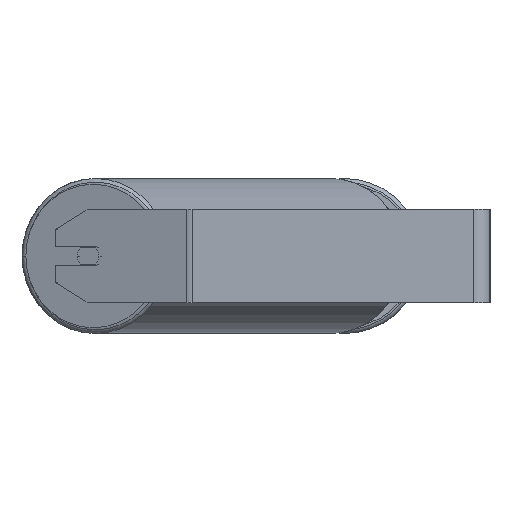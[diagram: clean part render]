
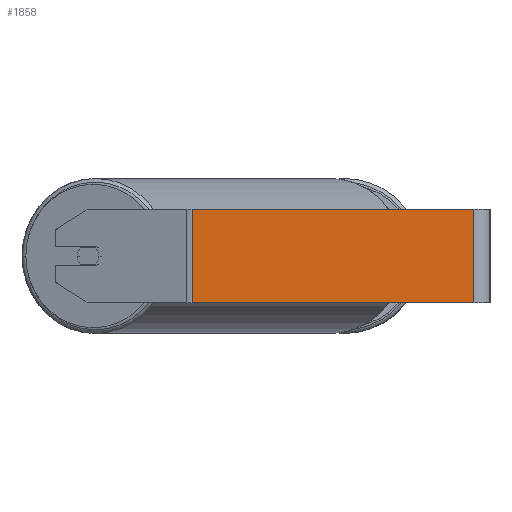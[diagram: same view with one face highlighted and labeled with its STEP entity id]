
A CAD part, left-side view. The second image highlights one B-rep face of the part: STEP entity #1858.
In plain terms, the highlighted planar face has unit normal (-1, 0, 0).
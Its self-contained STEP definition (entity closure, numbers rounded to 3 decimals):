
#27 = EDGE_CURVE ( 'NONE', #6726, #958, #4191, .T. ) ;
#106 = DIRECTION ( 'NONE',  ( 0., -1., 0. ) ) ;
#283 = VERTEX_POINT ( 'NONE', #6058 ) ;
#464 = DIRECTION ( 'NONE',  ( 0., 0., -1. ) ) ;
#958 = VERTEX_POINT ( 'NONE', #7804 ) ;
#1632 = LINE ( 'NONE', #6425, #5722 ) ;
#1858 = ADVANCED_FACE ( 'NONE', ( #3123 ), #2344, .F. ) ;
#2344 = PLANE ( 'NONE',  #3683 ) ;
#2471 = DIRECTION ( 'NONE',  ( 0., 0., -1. ) ) ;
#3000 = DIRECTION ( 'NONE',  ( 1., 0., 0. ) ) ;
#3017 = LINE ( 'NONE', #4427, #5404 ) ;
#3123 = FACE_OUTER_BOUND ( 'NONE', #8019, .T. ) ;
#3683 = AXIS2_PLACEMENT_3D ( 'NONE', #6470, #3000, #2471 ) ;
#3899 = VERTEX_POINT ( 'NONE', #8532 ) ;
#4191 = LINE ( 'NONE', #7572, #4527 ) ;
#4427 = CARTESIAN_POINT ( 'NONE',  ( -945., 14., 40. ) ) ;
#4527 = VECTOR ( 'NONE', #106, 1000. ) ;
#5303 = EDGE_CURVE ( 'NONE', #958, #3899, #3017, .T. ) ;
#5404 = VECTOR ( 'NONE', #464, 1000. ) ;
#5716 = DIRECTION ( 'NONE',  ( 0., -1., 0. ) ) ;
#5722 = VECTOR ( 'NONE', #5716, 1000. ) ;
#5779 = ORIENTED_EDGE ( 'NONE', *, *, #5303, .F. ) ;
#5843 = EDGE_CURVE ( 'NONE', #6726, #283, #7571, .T. ) ;
#6047 = ORIENTED_EDGE ( 'NONE', *, *, #5843, .T. ) ;
#6058 = CARTESIAN_POINT ( 'NONE',  ( -945., 255.112, -40. ) ) ;
#6163 = CARTESIAN_POINT ( 'NONE',  ( -945., 255.112, 40. ) ) ;
#6417 = ORIENTED_EDGE ( 'NONE', *, *, #27, .F. ) ;
#6425 = CARTESIAN_POINT ( 'NONE',  ( -945., 257.581, -40. ) ) ;
#6470 = CARTESIAN_POINT ( 'NONE',  ( -945., 257.581, 40. ) ) ;
#6497 = ORIENTED_EDGE ( 'NONE', *, *, #7201, .T. ) ;
#6726 = VERTEX_POINT ( 'NONE', #7931 ) ;
#6872 = DIRECTION ( 'NONE',  ( 0., 0., -1. ) ) ;
#7201 = EDGE_CURVE ( 'NONE', #283, #3899, #1632, .T. ) ;
#7571 = LINE ( 'NONE', #6163, #8677 ) ;
#7572 = CARTESIAN_POINT ( 'NONE',  ( -945., 257.581, 40. ) ) ;
#7804 = CARTESIAN_POINT ( 'NONE',  ( -945., 14., 40. ) ) ;
#7931 = CARTESIAN_POINT ( 'NONE',  ( -945., 255.112, 40. ) ) ;
#8019 = EDGE_LOOP ( 'NONE', ( #6497, #5779, #6417, #6047 ) ) ;
#8532 = CARTESIAN_POINT ( 'NONE',  ( -945., 14., -40. ) ) ;
#8677 = VECTOR ( 'NONE', #6872, 1000. ) ;
